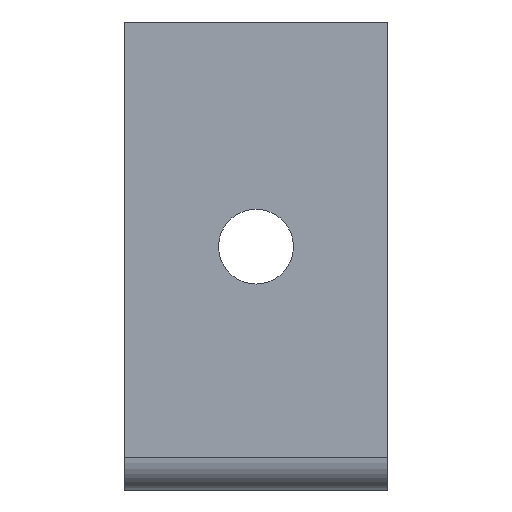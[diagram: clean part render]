
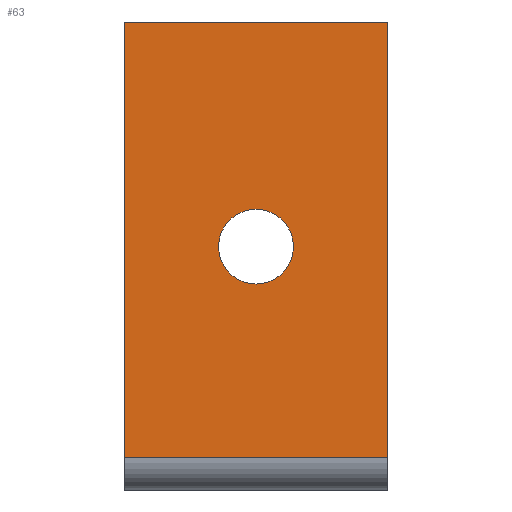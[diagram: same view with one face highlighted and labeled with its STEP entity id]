
A CAD part, front view. The second image highlights one B-rep face of the part: STEP entity #63.
In plain terms, the highlighted planar face has unit normal (0, -1, 0).
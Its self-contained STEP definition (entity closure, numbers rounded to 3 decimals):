
#10 = LINE ( 'NONE', #12, #271 ) ;
#12 = CARTESIAN_POINT ( 'NONE',  ( 7., 0., 0. ) ) ;
#18 = VERTEX_POINT ( 'NONE', #35 ) ;
#20 = DIRECTION ( 'NONE',  ( 0., 0., -1. ) ) ;
#27 = CARTESIAN_POINT ( 'NONE',  ( -7., 0., 0. ) ) ;
#34 = ORIENTED_EDGE ( 'NONE', *, *, #297, .T. ) ;
#35 = CARTESIAN_POINT ( 'NONE',  ( -7., 0., 1.737 ) ) ;
#38 = VECTOR ( 'NONE', #379, 1000. ) ;
#57 = LINE ( 'NONE', #27, #88 ) ;
#60 = ORIENTED_EDGE ( 'NONE', *, *, #300, .T. ) ;
#63 = ADVANCED_FACE ( 'NONE', ( #283, #501 ), #455, .T. ) ;
#72 = CIRCLE ( 'NONE', #192, 2. ) ;
#82 = LINE ( 'NONE', #172, #38 ) ;
#88 = VECTOR ( 'NONE', #242, 1000. ) ;
#90 = CARTESIAN_POINT ( 'NONE',  ( 7., 0., 1.737 ) ) ;
#98 = CARTESIAN_POINT ( 'NONE',  ( 0., 0., 13. ) ) ;
#133 = VERTEX_POINT ( 'NONE', #349 ) ;
#146 = ORIENTED_EDGE ( 'NONE', *, *, #230, .F. ) ;
#153 = VERTEX_POINT ( 'NONE', #90 ) ;
#157 = DIRECTION ( 'NONE',  ( 0., 1., 0. ) ) ;
#161 = LINE ( 'NONE', #169, #361 ) ;
#169 = CARTESIAN_POINT ( 'NONE',  ( 7., 0., 25. ) ) ;
#172 = CARTESIAN_POINT ( 'NONE',  ( 7., 0., 1.737 ) ) ;
#188 = CARTESIAN_POINT ( 'NONE',  ( 0., 0., 11. ) ) ;
#192 = AXIS2_PLACEMENT_3D ( 'NONE', #98, #420, #201 ) ;
#201 = DIRECTION ( 'NONE',  ( 0., 0., -1. ) ) ;
#206 = EDGE_LOOP ( 'NONE', ( #34, #60 ) ) ;
#230 = EDGE_CURVE ( 'NONE', #18, #133, #57, .T. ) ;
#238 = CARTESIAN_POINT ( 'NONE',  ( 7., 0., 0. ) ) ;
#241 = VERTEX_POINT ( 'NONE', #376 ) ;
#242 = DIRECTION ( 'NONE',  ( 0., 0., 1. ) ) ;
#254 = EDGE_LOOP ( 'NONE', ( #146, #286, #372, #453 ) ) ;
#271 = VECTOR ( 'NONE', #486, 1000. ) ;
#283 = FACE_BOUND ( 'NONE', #206, .T. ) ;
#286 = ORIENTED_EDGE ( 'NONE', *, *, #452, .F. ) ;
#297 = EDGE_CURVE ( 'NONE', #241, #544, #72, .T. ) ;
#300 = EDGE_CURVE ( 'NONE', #544, #241, #339, .T. ) ;
#316 = AXIS2_PLACEMENT_3D ( 'NONE', #238, #412, #20 ) ;
#339 = CIRCLE ( 'NONE', #388, 2. ) ;
#345 = DIRECTION ( 'NONE',  ( -1., 0., 0. ) ) ;
#349 = CARTESIAN_POINT ( 'NONE',  ( -7., 0., 25. ) ) ;
#361 = VECTOR ( 'NONE', #345, 1000. ) ;
#372 = ORIENTED_EDGE ( 'NONE', *, *, #519, .T. ) ;
#376 = CARTESIAN_POINT ( 'NONE',  ( 0., 0., 15. ) ) ;
#379 = DIRECTION ( 'NONE',  ( -1., 0., 0. ) ) ;
#388 = AXIS2_PLACEMENT_3D ( 'NONE', #563, #157, #509 ) ;
#401 = CARTESIAN_POINT ( 'NONE',  ( 7., 0., 25. ) ) ;
#412 = DIRECTION ( 'NONE',  ( 0., -1., 0. ) ) ;
#420 = DIRECTION ( 'NONE',  ( 0., 1., 0. ) ) ;
#423 = EDGE_CURVE ( 'NONE', #505, #133, #161, .T. ) ;
#452 = EDGE_CURVE ( 'NONE', #153, #18, #82, .T. ) ;
#453 = ORIENTED_EDGE ( 'NONE', *, *, #423, .T. ) ;
#455 = PLANE ( 'NONE',  #316 ) ;
#486 = DIRECTION ( 'NONE',  ( 0., 0., 1. ) ) ;
#501 = FACE_OUTER_BOUND ( 'NONE', #254, .T. ) ;
#505 = VERTEX_POINT ( 'NONE', #401 ) ;
#509 = DIRECTION ( 'NONE',  ( 0., 0., -1. ) ) ;
#519 = EDGE_CURVE ( 'NONE', #153, #505, #10, .T. ) ;
#544 = VERTEX_POINT ( 'NONE', #188 ) ;
#563 = CARTESIAN_POINT ( 'NONE',  ( 0., 0., 13. ) ) ;
